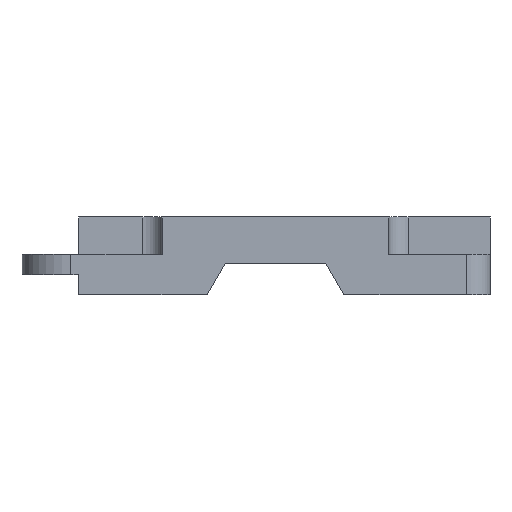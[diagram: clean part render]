
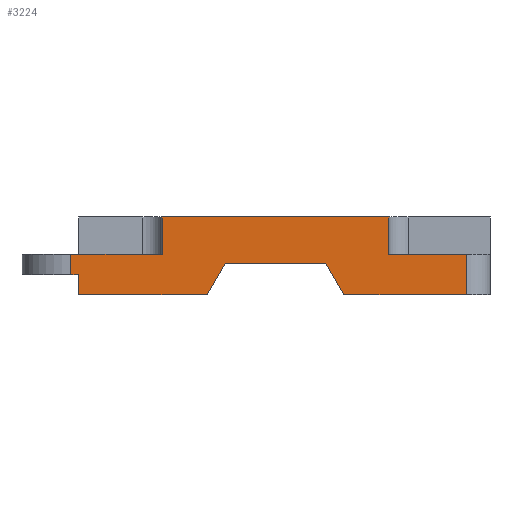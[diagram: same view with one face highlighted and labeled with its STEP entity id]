
A CAD part, front view. The second image highlights one B-rep face of the part: STEP entity #3224.
In plain terms, the highlighted planar face has unit normal (0, -1, 0).
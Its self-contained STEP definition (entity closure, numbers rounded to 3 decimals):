
#85 = LINE ( 'NONE', #1987, #2139 ) ;
#138 = VERTEX_POINT ( 'NONE', #2008 ) ;
#164 = CARTESIAN_POINT ( 'NONE',  ( -47.5, -26., 10.5 ) ) ;
#171 = DIRECTION ( 'NONE',  ( 1., 0., 0. ) ) ;
#174 = LINE ( 'NONE', #2758, #4265 ) ;
#266 = CARTESIAN_POINT ( 'NONE',  ( -24., -26., 10.5 ) ) ;
#377 = EDGE_LOOP ( 'NONE', ( #1819, #3911, #481, #2943, #3841, #2658, #2099, #585, #2649, #827, #2595, #3009, #4356, #559 ) ) ;
#395 = EDGE_CURVE ( 'NONE', #1329, #3899, #4079, .T. ) ;
#420 = DIRECTION ( 'NONE',  ( 0., 0., 1. ) ) ;
#432 = VECTOR ( 'NONE', #4063, 1000. ) ;
#476 = LINE ( 'NONE', #3296, #693 ) ;
#481 = ORIENTED_EDGE ( 'NONE', *, *, #1930, .T. ) ;
#518 = VECTOR ( 'NONE', #2745, 1000. ) ;
#523 = VECTOR ( 'NONE', #2157, 1000. ) ;
#559 = ORIENTED_EDGE ( 'NONE', *, *, #4370, .T. ) ;
#585 = ORIENTED_EDGE ( 'NONE', *, *, #4536, .F. ) ;
#689 = LINE ( 'NONE', #1744, #2303 ) ;
#693 = VECTOR ( 'NONE', #849, 1000. ) ;
#733 = DIRECTION ( 'NONE',  ( 0., 0., 1. ) ) ;
#804 = DIRECTION ( 'NONE',  ( 1., 0., 0. ) ) ;
#815 = CARTESIAN_POINT ( 'NONE',  ( -47.5, -26., 20. ) ) ;
#827 = ORIENTED_EDGE ( 'NONE', *, *, #395, .T. ) ;
#849 = DIRECTION ( 'NONE',  ( 1., 0., 0. ) ) ;
#858 = LINE ( 'NONE', #3323, #1581 ) ;
#906 = AXIS2_PLACEMENT_3D ( 'NONE', #3972, #3987, #2181 ) ;
#1068 = DIRECTION ( 'NONE',  ( 0.5, 0., 0.866 ) ) ;
#1155 = EDGE_CURVE ( 'NONE', #138, #1697, #1324, .T. ) ;
#1166 = DIRECTION ( 'NONE',  ( 0., 0., -1. ) ) ;
#1178 = CARTESIAN_POINT ( 'NONE',  ( -45.5, -26., 0. ) ) ;
#1201 = CARTESIAN_POINT ( 'NONE',  ( 34., -26., 20. ) ) ;
#1275 = DIRECTION ( 'NONE',  ( 1., 0., 0. ) ) ;
#1289 = CARTESIAN_POINT ( 'NONE',  ( 0., -26., 10.5 ) ) ;
#1324 = LINE ( 'NONE', #2585, #432 ) ;
#1329 = VERTEX_POINT ( 'NONE', #3405 ) ;
#1392 = LINE ( 'NONE', #815, #1501 ) ;
#1414 = VERTEX_POINT ( 'NONE', #3860 ) ;
#1428 = CARTESIAN_POINT ( 'NONE',  ( -24., -26., 20. ) ) ;
#1501 = VECTOR ( 'NONE', #1166, 1000. ) ;
#1523 = VERTEX_POINT ( 'NONE', #1882 ) ;
#1581 = VECTOR ( 'NONE', #3653, 1000. ) ;
#1697 = VERTEX_POINT ( 'NONE', #3922 ) ;
#1743 = VECTOR ( 'NONE', #1275, 1000. ) ;
#1744 = CARTESIAN_POINT ( 'NONE',  ( -7.881, -26., 8. ) ) ;
#1759 = CARTESIAN_POINT ( 'NONE',  ( 17.881, -26., 8. ) ) ;
#1819 = ORIENTED_EDGE ( 'NONE', *, *, #1155, .T. ) ;
#1877 = PLANE ( 'NONE',  #906 ) ;
#1882 = CARTESIAN_POINT ( 'NONE',  ( 54., -26., 10.5 ) ) ;
#1907 = LINE ( 'NONE', #3250, #523 ) ;
#1930 = EDGE_CURVE ( 'NONE', #2731, #4359, #3319, .T. ) ;
#1944 = EDGE_CURVE ( 'NONE', #1414, #3228, #476, .T. ) ;
#1961 = EDGE_CURVE ( 'NONE', #3046, #3899, #858, .T. ) ;
#1987 = CARTESIAN_POINT ( 'NONE',  ( 17.881, -26., 8. ) ) ;
#2006 = EDGE_CURVE ( 'NONE', #1329, #1523, #4115, .T. ) ;
#2008 = CARTESIAN_POINT ( 'NONE',  ( -47.5, -26., 5.25 ) ) ;
#2083 = VERTEX_POINT ( 'NONE', #3736 ) ;
#2099 = ORIENTED_EDGE ( 'NONE', *, *, #1944, .T. ) ;
#2139 = VECTOR ( 'NONE', #171, 1000. ) ;
#2157 = DIRECTION ( 'NONE',  ( 0., 0., -1. ) ) ;
#2181 = DIRECTION ( 'NONE',  ( -1., 0., 0. ) ) ;
#2234 = EDGE_CURVE ( 'NONE', #2083, #2493, #85, .T. ) ;
#2303 = VECTOR ( 'NONE', #1068, 1000. ) ;
#2485 = EDGE_CURVE ( 'NONE', #4359, #2083, #689, .T. ) ;
#2493 = VERTEX_POINT ( 'NONE', #1759 ) ;
#2579 = VECTOR ( 'NONE', #3414, 1000. ) ;
#2585 = CARTESIAN_POINT ( 'NONE',  ( -60., -26., 5.25 ) ) ;
#2595 = ORIENTED_EDGE ( 'NONE', *, *, #1961, .F. ) ;
#2615 = CARTESIAN_POINT ( 'NONE',  ( -12.5, -26., 0. ) ) ;
#2622 = CARTESIAN_POINT ( 'NONE',  ( -24., -26., 10.5 ) ) ;
#2649 = ORIENTED_EDGE ( 'NONE', *, *, #2006, .F. ) ;
#2658 = ORIENTED_EDGE ( 'NONE', *, *, #2918, .T. ) ;
#2698 = EDGE_CURVE ( 'NONE', #1697, #2731, #1907, .T. ) ;
#2707 = LINE ( 'NONE', #3064, #2579 ) ;
#2720 = VECTOR ( 'NONE', #804, 1000. ) ;
#2731 = VERTEX_POINT ( 'NONE', #1178 ) ;
#2745 = DIRECTION ( 'NONE',  ( 1., 0., 0. ) ) ;
#2758 = CARTESIAN_POINT ( 'NONE',  ( 54., -26., 20. ) ) ;
#2796 = VERTEX_POINT ( 'NONE', #164 ) ;
#2918 = EDGE_CURVE ( 'NONE', #2493, #1414, #2707, .T. ) ;
#2943 = ORIENTED_EDGE ( 'NONE', *, *, #2485, .T. ) ;
#3009 = ORIENTED_EDGE ( 'NONE', *, *, #3750, .F. ) ;
#3046 = VERTEX_POINT ( 'NONE', #1428 ) ;
#3064 = CARTESIAN_POINT ( 'NONE',  ( 22.5, -26., 0. ) ) ;
#3224 = ADVANCED_FACE ( 'NONE', ( #3983 ), #1877, .F. ) ;
#3228 = VERTEX_POINT ( 'NONE', #4005 ) ;
#3250 = CARTESIAN_POINT ( 'NONE',  ( -45.5, -26., 5.25 ) ) ;
#3296 = CARTESIAN_POINT ( 'NONE',  ( 54., -26., 0. ) ) ;
#3319 = LINE ( 'NONE', #3358, #2720 ) ;
#3323 = CARTESIAN_POINT ( 'NONE',  ( 54., -26., 20. ) ) ;
#3355 = CARTESIAN_POINT ( 'NONE',  ( 0., -26., 10.5 ) ) ;
#3358 = CARTESIAN_POINT ( 'NONE',  ( 54., -26., 0. ) ) ;
#3405 = CARTESIAN_POINT ( 'NONE',  ( 34., -26., 10.5 ) ) ;
#3414 = DIRECTION ( 'NONE',  ( 0.5, 0., -0.866 ) ) ;
#3653 = DIRECTION ( 'NONE',  ( 1., 0., 0. ) ) ;
#3736 = CARTESIAN_POINT ( 'NONE',  ( -7.881, -26., 8. ) ) ;
#3750 = EDGE_CURVE ( 'NONE', #3996, #3046, #4267, .T. ) ;
#3759 = VECTOR ( 'NONE', #420, 1000. ) ;
#3841 = ORIENTED_EDGE ( 'NONE', *, *, #2234, .T. ) ;
#3860 = CARTESIAN_POINT ( 'NONE',  ( 22.5, -26., 0. ) ) ;
#3899 = VERTEX_POINT ( 'NONE', #1201 ) ;
#3901 = CARTESIAN_POINT ( 'NONE',  ( 34., -26., 10.5 ) ) ;
#3903 = EDGE_CURVE ( 'NONE', #2796, #3996, #4321, .T. ) ;
#3911 = ORIENTED_EDGE ( 'NONE', *, *, #2698, .T. ) ;
#3912 = VECTOR ( 'NONE', #733, 1000. ) ;
#3922 = CARTESIAN_POINT ( 'NONE',  ( -45.5, -26., 5.25 ) ) ;
#3972 = CARTESIAN_POINT ( 'NONE',  ( 54., -26., 20. ) ) ;
#3983 = FACE_OUTER_BOUND ( 'NONE', #377, .T. ) ;
#3987 = DIRECTION ( 'NONE',  ( 0., 1., 0. ) ) ;
#3996 = VERTEX_POINT ( 'NONE', #266 ) ;
#4005 = CARTESIAN_POINT ( 'NONE',  ( 54., -26., 0. ) ) ;
#4063 = DIRECTION ( 'NONE',  ( 1., 0., 0. ) ) ;
#4079 = LINE ( 'NONE', #3901, #3912 ) ;
#4115 = LINE ( 'NONE', #1289, #1743 ) ;
#4195 = DIRECTION ( 'NONE',  ( 0., 0., -1. ) ) ;
#4265 = VECTOR ( 'NONE', #4195, 1000. ) ;
#4267 = LINE ( 'NONE', #2622, #3759 ) ;
#4321 = LINE ( 'NONE', #3355, #518 ) ;
#4356 = ORIENTED_EDGE ( 'NONE', *, *, #3903, .F. ) ;
#4359 = VERTEX_POINT ( 'NONE', #2615 ) ;
#4370 = EDGE_CURVE ( 'NONE', #2796, #138, #1392, .T. ) ;
#4536 = EDGE_CURVE ( 'NONE', #1523, #3228, #174, .T. ) ;
